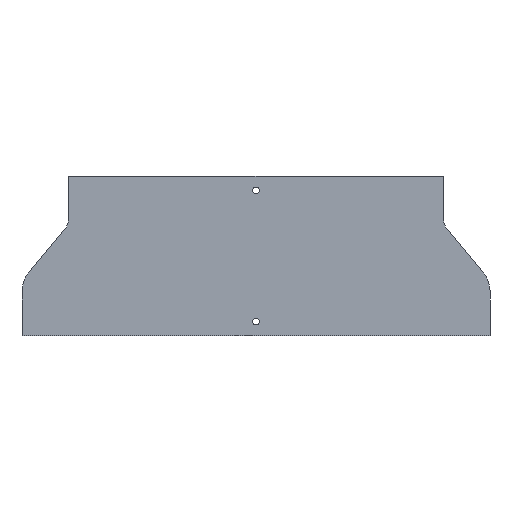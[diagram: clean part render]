
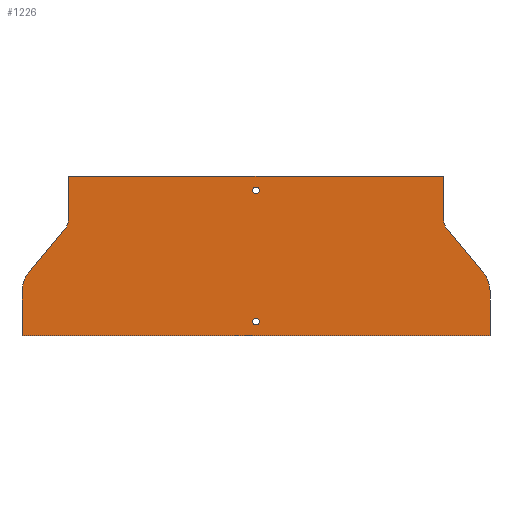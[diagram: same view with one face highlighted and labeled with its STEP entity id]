
A CAD part, front view. The second image highlights one B-rep face of the part: STEP entity #1226.
In plain terms, the highlighted planar face has unit normal (0, -1, 0).
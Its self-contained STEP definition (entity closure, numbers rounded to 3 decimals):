
#123 = EDGE_LOOP ( 'NONE', ( #224, #223, #222, #221, #220, #219, #218, #217, #216, #215, #214, #213 ) ) ;
#133 = EDGE_LOOP ( 'NONE', ( #225 ) ) ;
#137 = EDGE_LOOP ( 'NONE', ( #226 ) ) ;
#213 = ORIENTED_EDGE ( 'NONE', *, *, #1323, .F. ) ;
#214 = ORIENTED_EDGE ( 'NONE', *, *, #1326, .F. ) ;
#215 = ORIENTED_EDGE ( 'NONE', *, *, #1052, .F. ) ;
#216 = ORIENTED_EDGE ( 'NONE', *, *, #1267, .F. ) ;
#217 = ORIENTED_EDGE ( 'NONE', *, *, #1275, .F. ) ;
#218 = ORIENTED_EDGE ( 'NONE', *, *, #1255, .F. ) ;
#219 = ORIENTED_EDGE ( 'NONE', *, *, #1258, .F. ) ;
#220 = ORIENTED_EDGE ( 'NONE', *, *, #1261, .F. ) ;
#221 = ORIENTED_EDGE ( 'NONE', *, *, #1292, .F. ) ;
#222 = ORIENTED_EDGE ( 'NONE', *, *, #1303, .F. ) ;
#223 = ORIENTED_EDGE ( 'NONE', *, *, #1306, .F. ) ;
#224 = ORIENTED_EDGE ( 'NONE', *, *, #1320, .F. ) ;
#225 = ORIENTED_EDGE ( 'NONE', *, *, #1049, .F. ) ;
#226 = ORIENTED_EDGE ( 'NONE', *, *, #1050, .F. ) ;
#375 = CIRCLE ( 'NONE', #1083, 20. ) ;
#379 = CIRCLE ( 'NONE', #1080, 3.5 ) ;
#383 = CIRCLE ( 'NONE', #1081, 3.5 ) ;
#448 = FACE_OUTER_BOUND ( 'NONE', #123, .T. ) ;
#450 = FACE_BOUND ( 'NONE', #137, .T. ) ;
#453 = FACE_BOUND ( 'NONE', #133, .T. ) ;
#509 = LINE ( 'NONE', #1867, #511 ) ;
#511 = VECTOR ( 'NONE', #1868, 1000. ) ;
#514 = CIRCLE ( 'NONE', #1149, 20. ) ;
#519 = LINE ( 'NONE', #1885, #521 ) ;
#521 = VECTOR ( 'NONE', #1881, 1000. ) ;
#529 = LINE ( 'NONE', #1924, #531 ) ;
#531 = VECTOR ( 'NONE', #1925, 1000. ) ;
#544 = LINE ( 'NONE', #1944, #546 ) ;
#546 = VECTOR ( 'NONE', #1940, 1000. ) ;
#572 = CIRCLE ( 'NONE', #1159, 30. ) ;
#581 = LINE ( 'NONE', #2012, #591 ) ;
#591 = VECTOR ( 'NONE', #2017, 1000. ) ;
#594 = LINE ( 'NONE', #2022, #597 ) ;
#597 = VECTOR ( 'NONE', #2023, 1000. ) ;
#619 = LINE ( 'NONE', #2046, #621 ) ;
#621 = VECTOR ( 'NONE', #2047, 1000. ) ;
#624 = CIRCLE ( 'NONE', #1169, 30. ) ;
#629 = LINE ( 'NONE', #2060, #631 ) ;
#631 = VECTOR ( 'NONE', #2061, 1000. ) ;
#640 = VERTEX_POINT ( 'NONE', #1894 ) ;
#643 = VERTEX_POINT ( 'NONE', #1892 ) ;
#895 = VERTEX_POINT ( 'NONE', #1417 ) ;
#897 = VERTEX_POINT ( 'NONE', #1596 ) ;
#901 = VERTEX_POINT ( 'NONE', #1486 ) ;
#909 = VERTEX_POINT ( 'NONE', #1419 ) ;
#915 = VERTEX_POINT ( 'NONE', #1492 ) ;
#925 = VERTEX_POINT ( 'NONE', #1428 ) ;
#928 = VERTEX_POINT ( 'NONE', #1363 ) ;
#934 = VERTEX_POINT ( 'NONE', #1342 ) ;
#940 = VERTEX_POINT ( 'NONE', #1416 ) ;
#941 = VERTEX_POINT ( 'NONE', #1415 ) ;
#952 = VERTEX_POINT ( 'NONE', #1493 ) ;
#966 = VERTEX_POINT ( 'NONE', #1505 ) ;
#1049 = EDGE_CURVE ( 'NONE', #640, #640, #379, .T. ) ;
#1050 = EDGE_CURVE ( 'NONE', #643, #643, #383, .T. ) ;
#1052 = EDGE_CURVE ( 'NONE', #897, #966, #375, .T. ) ;
#1080 = AXIS2_PLACEMENT_3D ( 'NONE', #1631, #1628, #1629 ) ;
#1081 = AXIS2_PLACEMENT_3D ( 'NONE', #1530, #1621, #1622 ) ;
#1083 = AXIS2_PLACEMENT_3D ( 'NONE', #1531, #1625, #1626 ) ;
#1122 = AXIS2_PLACEMENT_3D ( 'NONE', #1759, #1765, #1756 ) ;
#1149 = AXIS2_PLACEMENT_3D ( 'NONE', #1882, #1883, #1884 ) ;
#1159 = AXIS2_PLACEMENT_3D ( 'NONE', #1988, #1989, #1990 ) ;
#1169 = AXIS2_PLACEMENT_3D ( 'NONE', #2062, #2063, #2064 ) ;
#1226 = ADVANCED_FACE ( 'NONE', ( #450, #453, #448 ), #1758, .F. ) ;
#1255 = EDGE_CURVE ( 'NONE', #940, #952, #509, .T. ) ;
#1258 = EDGE_CURVE ( 'NONE', #952, #925, #514, .T. ) ;
#1261 = EDGE_CURVE ( 'NONE', #925, #934, #519, .T. ) ;
#1267 = EDGE_CURVE ( 'NONE', #966, #941, #529, .T. ) ;
#1275 = EDGE_CURVE ( 'NONE', #941, #940, #544, .T. ) ;
#1292 = EDGE_CURVE ( 'NONE', #934, #928, #572, .T. ) ;
#1303 = EDGE_CURVE ( 'NONE', #928, #915, #581, .T. ) ;
#1306 = EDGE_CURVE ( 'NONE', #915, #909, #594, .T. ) ;
#1320 = EDGE_CURVE ( 'NONE', #909, #901, #619, .T. ) ;
#1323 = EDGE_CURVE ( 'NONE', #901, #895, #624, .T. ) ;
#1326 = EDGE_CURVE ( 'NONE', #895, #897, #629, .T. ) ;
#1342 = CARTESIAN_POINT ( 'NONE',  ( 243.047, 0., -103.035 ) ) ;
#1363 = CARTESIAN_POINT ( 'NONE',  ( 250., 0., -122.241 ) ) ;
#1415 = CARTESIAN_POINT ( 'NONE',  ( -200., 0., 0. ) ) ;
#1416 = CARTESIAN_POINT ( 'NONE',  ( 200., 0., 0. ) ) ;
#1417 = CARTESIAN_POINT ( 'NONE',  ( -243.047, 0., -103.035 ) ) ;
#1419 = CARTESIAN_POINT ( 'NONE',  ( -250., 0., -170. ) ) ;
#1428 = CARTESIAN_POINT ( 'NONE',  ( 204.636, 0., -56.942 ) ) ;
#1486 = CARTESIAN_POINT ( 'NONE',  ( -250., 0., -122.241 ) ) ;
#1492 = CARTESIAN_POINT ( 'NONE',  ( 250., 0., -170. ) ) ;
#1493 = CARTESIAN_POINT ( 'NONE',  ( 200., 0., -44.139 ) ) ;
#1505 = CARTESIAN_POINT ( 'NONE',  ( -200., 0., -44.139 ) ) ;
#1530 = CARTESIAN_POINT ( 'NONE',  ( 0., 0., -155. ) ) ;
#1531 = CARTESIAN_POINT ( 'NONE',  ( -220., 0., -44.139 ) ) ;
#1596 = CARTESIAN_POINT ( 'NONE',  ( -204.636, 0., -56.942 ) ) ;
#1621 = DIRECTION ( 'NONE',  ( 0., -1., 0. ) ) ;
#1622 = DIRECTION ( 'NONE',  ( 0., 0., -1. ) ) ;
#1625 = DIRECTION ( 'NONE',  ( 0., -1., 0. ) ) ;
#1626 = DIRECTION ( 'NONE',  ( 0., 0., 1. ) ) ;
#1628 = DIRECTION ( 'NONE',  ( 0., -1., 0. ) ) ;
#1629 = DIRECTION ( 'NONE',  ( 0., 0., -1. ) ) ;
#1631 = CARTESIAN_POINT ( 'NONE',  ( 0., 0., -15. ) ) ;
#1756 = DIRECTION ( 'NONE',  ( 0., 0., 1. ) ) ;
#1758 = PLANE ( 'NONE',  #1122 ) ;
#1759 = CARTESIAN_POINT ( 'NONE',  ( -220., 0., -44.139 ) ) ;
#1765 = DIRECTION ( 'NONE',  ( 0., 1., 0. ) ) ;
#1867 = CARTESIAN_POINT ( 'NONE',  ( 200., 0., 0. ) ) ;
#1868 = DIRECTION ( 'NONE',  ( 0., 0., -1. ) ) ;
#1881 = DIRECTION ( 'NONE',  ( 0.64, 0., -0.768 ) ) ;
#1882 = CARTESIAN_POINT ( 'NONE',  ( 220., 0., -44.139 ) ) ;
#1883 = DIRECTION ( 'NONE',  ( 0., -1., 0. ) ) ;
#1884 = DIRECTION ( 'NONE',  ( 0., 0., -1. ) ) ;
#1885 = CARTESIAN_POINT ( 'NONE',  ( 204.636, 0., -56.942 ) ) ;
#1892 = CARTESIAN_POINT ( 'NONE',  ( 0., 0., -158.5 ) ) ;
#1894 = CARTESIAN_POINT ( 'NONE',  ( 0., 0., -18.5 ) ) ;
#1924 = CARTESIAN_POINT ( 'NONE',  ( -200., 0., 0. ) ) ;
#1925 = DIRECTION ( 'NONE',  ( 0., 0., 1. ) ) ;
#1940 = DIRECTION ( 'NONE',  ( 1., 0., 0. ) ) ;
#1944 = CARTESIAN_POINT ( 'NONE',  ( -200., 0., 0. ) ) ;
#1988 = CARTESIAN_POINT ( 'NONE',  ( 220., 0., -122.241 ) ) ;
#1989 = DIRECTION ( 'NONE',  ( 0., 1., 0. ) ) ;
#1990 = DIRECTION ( 'NONE',  ( 0., 0., -1. ) ) ;
#2012 = CARTESIAN_POINT ( 'NONE',  ( 250., 0., -122.241 ) ) ;
#2017 = DIRECTION ( 'NONE',  ( 0., 0., -1. ) ) ;
#2022 = CARTESIAN_POINT ( 'NONE',  ( -250., 0., -170. ) ) ;
#2023 = DIRECTION ( 'NONE',  ( -1., 0., 0. ) ) ;
#2046 = CARTESIAN_POINT ( 'NONE',  ( -250., 0., -122.241 ) ) ;
#2047 = DIRECTION ( 'NONE',  ( 0., 0., 1. ) ) ;
#2060 = CARTESIAN_POINT ( 'NONE',  ( -204.636, 0., -56.942 ) ) ;
#2061 = DIRECTION ( 'NONE',  ( 0.64, 0., 0.768 ) ) ;
#2062 = CARTESIAN_POINT ( 'NONE',  ( -220., 0., -122.241 ) ) ;
#2063 = DIRECTION ( 'NONE',  ( 0., 1., 0. ) ) ;
#2064 = DIRECTION ( 'NONE',  ( 0., 0., 1. ) ) ;
